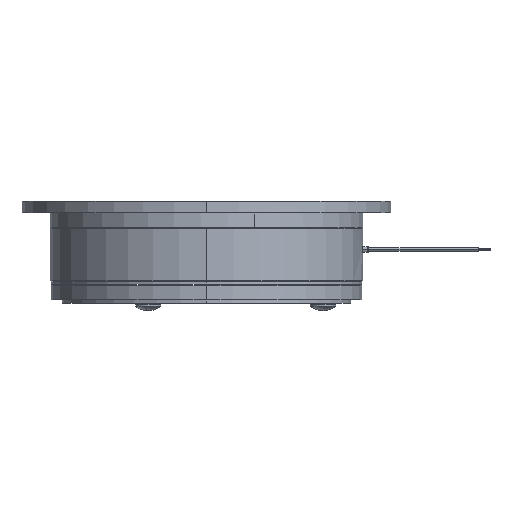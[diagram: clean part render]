
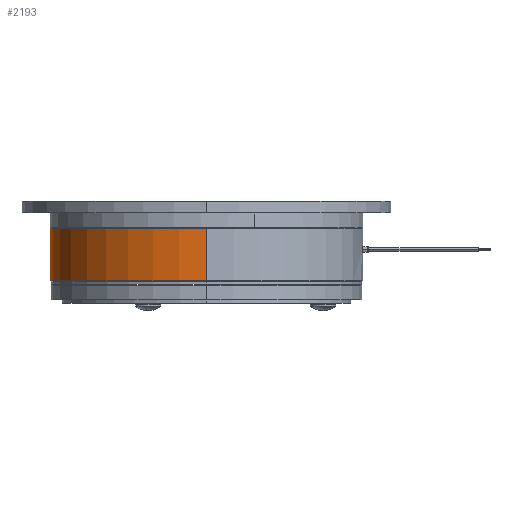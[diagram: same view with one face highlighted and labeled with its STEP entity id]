
A CAD part, left-side view. The second image highlights one B-rep face of the part: STEP entity #2193.
In plain terms, the highlighted cylindrical face has radius 80.5 mm (diameter 161 mm), a partial arc.
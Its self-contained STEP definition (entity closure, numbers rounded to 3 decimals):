
#197 = CARTESIAN_POINT ( 'NONE',  ( -80.5, 0., -13.8 ) ) ;
#258 = AXIS2_PLACEMENT_3D ( 'NONE', #575, #2161, #7198 ) ;
#575 = CARTESIAN_POINT ( 'NONE',  ( 0., 0., -40.9 ) ) ;
#595 = CARTESIAN_POINT ( 'NONE',  ( 80.5, 0., -48.013 ) ) ;
#598 = ORIENTED_EDGE ( 'NONE', *, *, #9477, .T. ) ;
#1105 = EDGE_LOOP ( 'NONE', ( #598, #3760, #1353, #8241 ) ) ;
#1353 = ORIENTED_EDGE ( 'NONE', *, *, #2907, .F. ) ;
#1397 = DIRECTION ( 'NONE',  ( 0., 0., -1. ) ) ;
#1428 = CARTESIAN_POINT ( 'NONE',  ( 0., 0., -48.013 ) ) ;
#1797 = AXIS2_PLACEMENT_3D ( 'NONE', #1428, #7395, #5790 ) ;
#1863 = VECTOR ( 'NONE', #9369, 1000. ) ;
#1947 = CARTESIAN_POINT ( 'NONE',  ( 80.5, 0., -13.8 ) ) ;
#2161 = DIRECTION ( 'NONE',  ( 0., 0., -1. ) ) ;
#2193 = ADVANCED_FACE ( 'NONE', ( #6445 ), #9400, .T. ) ;
#2526 = AXIS2_PLACEMENT_3D ( 'NONE', #4938, #1397, #6994 ) ;
#2712 = CIRCLE ( 'NONE', #258, 80.5 ) ;
#2820 = CARTESIAN_POINT ( 'NONE',  ( -80.5, 0., -48.013 ) ) ;
#2907 = EDGE_CURVE ( 'NONE', #9133, #6802, #2712, .T. ) ;
#3393 = VERTEX_POINT ( 'NONE', #1947 ) ;
#3485 = LINE ( 'NONE', #2820, #8332 ) ;
#3760 = ORIENTED_EDGE ( 'NONE', *, *, #4560, .T. ) ;
#4560 = EDGE_CURVE ( 'NONE', #3393, #6802, #7123, .T. ) ;
#4938 = CARTESIAN_POINT ( 'NONE',  ( 0., 0., -13.8 ) ) ;
#5013 = CARTESIAN_POINT ( 'NONE',  ( 80.5, 0., -40.9 ) ) ;
#5411 = CIRCLE ( 'NONE', #2526, 80.5 ) ;
#5450 = VERTEX_POINT ( 'NONE', #197 ) ;
#5784 = DIRECTION ( 'NONE',  ( 0., 0., -1. ) ) ;
#5790 = DIRECTION ( 'NONE',  ( -1., 0., 0. ) ) ;
#6445 = FACE_OUTER_BOUND ( 'NONE', #1105, .T. ) ;
#6802 = VERTEX_POINT ( 'NONE', #5013 ) ;
#6872 = EDGE_CURVE ( 'NONE', #5450, #9133, #3485, .T. ) ;
#6994 = DIRECTION ( 'NONE',  ( -1., 0., 0. ) ) ;
#7123 = LINE ( 'NONE', #595, #1863 ) ;
#7198 = DIRECTION ( 'NONE',  ( -1., 0., 0. ) ) ;
#7395 = DIRECTION ( 'NONE',  ( 0., 0., -1. ) ) ;
#8241 = ORIENTED_EDGE ( 'NONE', *, *, #6872, .F. ) ;
#8332 = VECTOR ( 'NONE', #5784, 1000. ) ;
#9133 = VERTEX_POINT ( 'NONE', #9198 ) ;
#9198 = CARTESIAN_POINT ( 'NONE',  ( -80.5, 0., -40.9 ) ) ;
#9369 = DIRECTION ( 'NONE',  ( 0., 0., -1. ) ) ;
#9400 = CYLINDRICAL_SURFACE ( 'NONE', #1797, 80.5 ) ;
#9477 = EDGE_CURVE ( 'NONE', #5450, #3393, #5411, .T. ) ;
